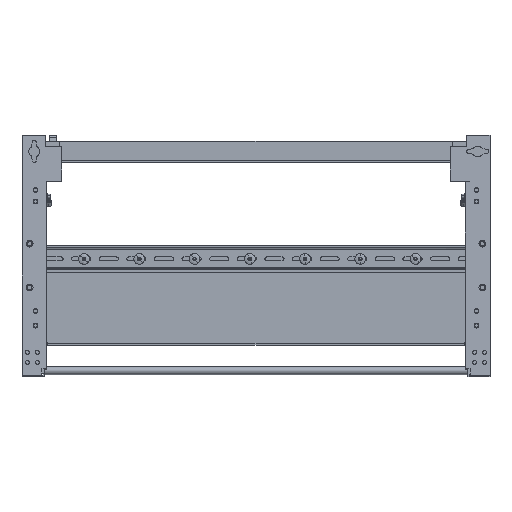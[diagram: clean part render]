
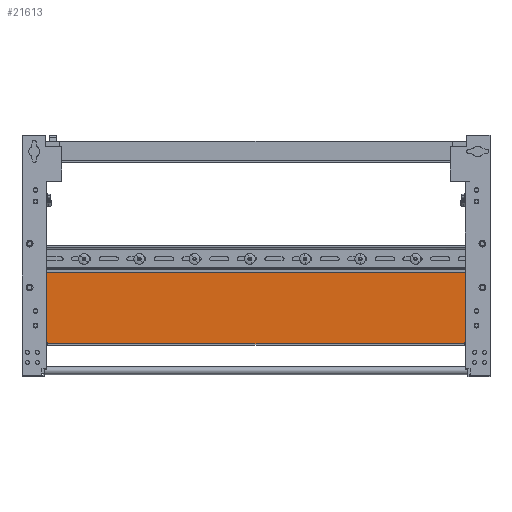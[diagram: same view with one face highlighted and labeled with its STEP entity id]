
A CAD part, top view. The second image highlights one B-rep face of the part: STEP entity #21613.
In plain terms, the highlighted planar face has unit normal (0, 0, 1).
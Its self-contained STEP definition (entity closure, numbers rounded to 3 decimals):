
#21529=AXIS2_PLACEMENT_3D('Plane Axis2P3D',#21526,#21527,#21528) ;
#10292=CARTESIAN_POINT('Line Origine',(581.,91.65,22.)) ;
#10296=CARTESIAN_POINT('Vertex',(581.,142.05,22.)) ;
#10298=CARTESIAN_POINT('Vertex',(581.,41.25,22.)) ;
#19190=CARTESIAN_POINT('Vertex',(29.,142.05,22.)) ;
#19193=CARTESIAN_POINT('Line Origine',(-1419.,142.05,22.)) ;
#21526=CARTESIAN_POINT('Axis2P3D Location',(305.,153.75,22.)) ;
#21531=CARTESIAN_POINT('Line Origine',(29.,91.65,22.)) ;
#21535=CARTESIAN_POINT('Vertex',(29.,41.25,22.)) ;
#21538=CARTESIAN_POINT('Line Origine',(30.,41.25,22.)) ;
#21542=CARTESIAN_POINT('Vertex',(31.,41.25,22.)) ;
#21545=CARTESIAN_POINT('Line Origine',(31.,43.25,22.)) ;
#21549=CARTESIAN_POINT('Vertex',(31.,45.25,22.)) ;
#21552=CARTESIAN_POINT('Line Origine',(32.25,45.25,22.)) ;
#21556=CARTESIAN_POINT('Vertex',(33.5,45.25,22.)) ;
#21559=CARTESIAN_POINT('Line Origine',(33.5,44.25,22.)) ;
#21563=CARTESIAN_POINT('Vertex',(33.5,43.25,22.)) ;
#21566=CARTESIAN_POINT('Line Origine',(305.,43.25,22.)) ;
#21570=CARTESIAN_POINT('Vertex',(576.5,43.25,22.)) ;
#21573=CARTESIAN_POINT('Line Origine',(576.5,44.25,22.)) ;
#21577=CARTESIAN_POINT('Vertex',(576.5,45.25,22.)) ;
#21580=CARTESIAN_POINT('Line Origine',(577.75,45.25,22.)) ;
#21584=CARTESIAN_POINT('Vertex',(579.,45.25,22.)) ;
#21587=CARTESIAN_POINT('Line Origine',(579.,43.25,22.)) ;
#21591=CARTESIAN_POINT('Vertex',(579.,41.25,22.)) ;
#21594=CARTESIAN_POINT('Line Origine',(580.,41.25,22.)) ;
#10293=DIRECTION('Vector Direction',(0.,-1.,0.)) ;
#19194=DIRECTION('Vector Direction',(1.,0.,0.)) ;
#21527=DIRECTION('Axis2P3D Direction',(0.,0.,1.)) ;
#21528=DIRECTION('Axis2P3D XDirection',(-1.,0.,0.)) ;
#21532=DIRECTION('Vector Direction',(0.,-1.,0.)) ;
#21539=DIRECTION('Vector Direction',(1.,0.,0.)) ;
#21546=DIRECTION('Vector Direction',(0.,1.,0.)) ;
#21553=DIRECTION('Vector Direction',(1.,0.,0.)) ;
#21560=DIRECTION('Vector Direction',(0.,1.,0.)) ;
#21567=DIRECTION('Vector Direction',(-1.,0.,0.)) ;
#21574=DIRECTION('Vector Direction',(0.,-1.,0.)) ;
#21581=DIRECTION('Vector Direction',(-1.,0.,0.)) ;
#21588=DIRECTION('Vector Direction',(0.,-1.,0.)) ;
#21595=DIRECTION('Vector Direction',(1.,0.,0.)) ;
#10294=VECTOR('Line Direction',#10293,1.) ;
#19195=VECTOR('Line Direction',#19194,1.) ;
#21533=VECTOR('Line Direction',#21532,1.) ;
#21540=VECTOR('Line Direction',#21539,1.) ;
#21547=VECTOR('Line Direction',#21546,1.) ;
#21554=VECTOR('Line Direction',#21553,1.) ;
#21561=VECTOR('Line Direction',#21560,1.) ;
#21568=VECTOR('Line Direction',#21567,1.) ;
#21575=VECTOR('Line Direction',#21574,1.) ;
#21582=VECTOR('Line Direction',#21581,1.) ;
#21589=VECTOR('Line Direction',#21588,1.) ;
#21596=VECTOR('Line Direction',#21595,1.) ;
#21600=ORIENTED_EDGE('',*,*,#10300,.F.) ;
#21601=ORIENTED_EDGE('',*,*,#19197,.T.) ;
#21602=ORIENTED_EDGE('',*,*,#21537,.T.) ;
#21603=ORIENTED_EDGE('',*,*,#21544,.T.) ;
#21604=ORIENTED_EDGE('',*,*,#21551,.T.) ;
#21605=ORIENTED_EDGE('',*,*,#21558,.T.) ;
#21606=ORIENTED_EDGE('',*,*,#21565,.F.) ;
#21607=ORIENTED_EDGE('',*,*,#21572,.F.) ;
#21608=ORIENTED_EDGE('',*,*,#21579,.F.) ;
#21609=ORIENTED_EDGE('',*,*,#21586,.F.) ;
#21610=ORIENTED_EDGE('',*,*,#21593,.T.) ;
#21611=ORIENTED_EDGE('',*,*,#21598,.T.) ;
#21613=ADVANCED_FACE('NONE',(#21612),#21530,.T.) ;
#10300=EDGE_CURVE('',#10297,#10299,#10295,.T.) ;
#19197=EDGE_CURVE('',#10297,#19191,#19196,.F.) ;
#21537=EDGE_CURVE('',#19191,#21536,#21534,.T.) ;
#21544=EDGE_CURVE('',#21536,#21543,#21541,.T.) ;
#21551=EDGE_CURVE('',#21543,#21550,#21548,.T.) ;
#21558=EDGE_CURVE('',#21550,#21557,#21555,.T.) ;
#21565=EDGE_CURVE('',#21564,#21557,#21562,.T.) ;
#21572=EDGE_CURVE('',#21571,#21564,#21569,.T.) ;
#21579=EDGE_CURVE('',#21578,#21571,#21576,.T.) ;
#21586=EDGE_CURVE('',#21585,#21578,#21583,.T.) ;
#21593=EDGE_CURVE('',#21585,#21592,#21590,.T.) ;
#21598=EDGE_CURVE('',#21592,#10299,#21597,.T.) ;
#21599=EDGE_LOOP('',(#21600,#21601,#21602,#21603,#21604,#21605,#21606,#21607,#21608,#21609,#21610,#21611)) ;
#21612=FACE_OUTER_BOUND('',#21599,.T.) ;
#10295=LINE('Line',#10292,#10294) ;
#19196=LINE('Line',#19193,#19195) ;
#21534=LINE('Line',#21531,#21533) ;
#21541=LINE('Line',#21538,#21540) ;
#21548=LINE('Line',#21545,#21547) ;
#21555=LINE('Line',#21552,#21554) ;
#21562=LINE('Line',#21559,#21561) ;
#21569=LINE('Line',#21566,#21568) ;
#21576=LINE('Line',#21573,#21575) ;
#21583=LINE('Line',#21580,#21582) ;
#21590=LINE('Line',#21587,#21589) ;
#21597=LINE('Line',#21594,#21596) ;
#21530=PLANE('',#21529) ;
#10297=VERTEX_POINT('',#10296) ;
#10299=VERTEX_POINT('',#10298) ;
#19191=VERTEX_POINT('',#19190) ;
#21536=VERTEX_POINT('',#21535) ;
#21543=VERTEX_POINT('',#21542) ;
#21550=VERTEX_POINT('',#21549) ;
#21557=VERTEX_POINT('',#21556) ;
#21564=VERTEX_POINT('',#21563) ;
#21571=VERTEX_POINT('',#21570) ;
#21578=VERTEX_POINT('',#21577) ;
#21585=VERTEX_POINT('',#21584) ;
#21592=VERTEX_POINT('',#21591) ;
